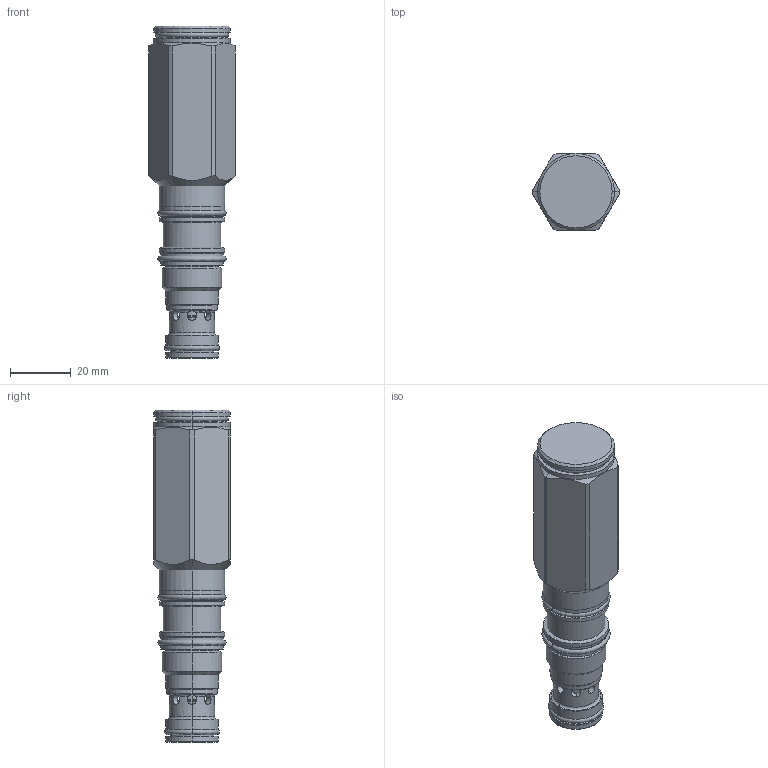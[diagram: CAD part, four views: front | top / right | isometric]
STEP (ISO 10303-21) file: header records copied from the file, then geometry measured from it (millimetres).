
FILE_DESCRIPTION((''),'2;1');
FILE_NAME('MADP-DHN_PRT','2017-02-02T',('Administrator'),(''),'PRO/ENGINEER BY PARAMETRIC TECHNOLOGY CORPORATION, 2006240','PRO/ENGINEER BY PARAMETRIC TECHNOLOGY CORPORATION, 2006240','');
FILE_SCHEMA(('CONFIG_CONTROL_DESIGN'));
Length unit declared in the file: inch
Products named in the file (1): MADP-DHN_PRT
Bounding box: 28.57 x 25.4 x 109.75 mm (x, y, z)
Volume: 31856.4 mm3; surface area: 19391.7 mm2
Topology: 7 solids, 8 shells, 426 faces, 986 edges, 591 vertices
Faces by surface type: cylinder 176, cone 104, plane 69, torus 58, revolution 16, sphere 3
Entity records: 14153 total; most frequent: CARTESIAN_POINT 4284, DIRECTION 2193, ORIENTED_EDGE 1964, EDGE_CURVE 982, AXIS2_PLACEMENT_3D 940, VERTEX_POINT 591, CIRCLE 530, EDGE_LOOP 487
